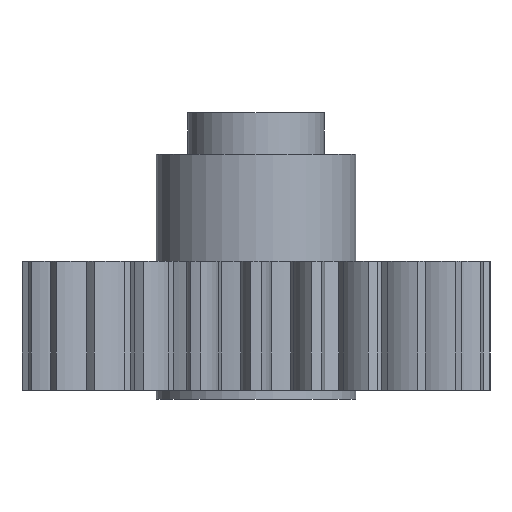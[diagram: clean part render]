
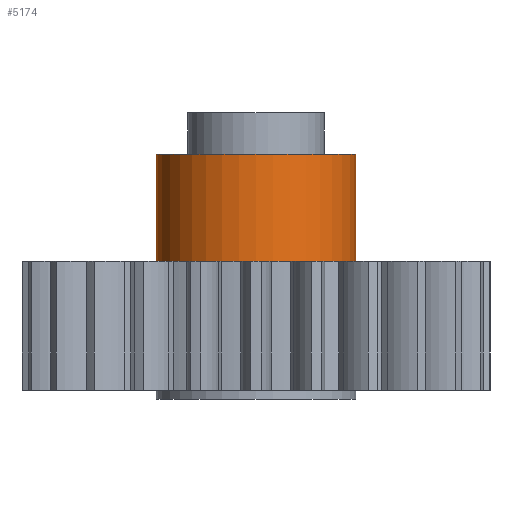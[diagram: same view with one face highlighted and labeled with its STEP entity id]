
A CAD part, front view. The second image highlights one B-rep face of the part: STEP entity #5174.
In plain terms, the highlighted cylindrical face has radius 5.5 mm (diameter 11 mm), a partial arc.
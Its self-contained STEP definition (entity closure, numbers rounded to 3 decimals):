
#82 = CARTESIAN_POINT ( 'NONE',  ( 0., 0., -23.226 ) ) ;
#313 = CIRCLE ( 'NONE', #2036, 5.5 ) ;
#390 = DIRECTION ( 'NONE',  ( 0., 0., -1. ) ) ;
#489 = CARTESIAN_POINT ( 'NONE',  ( -5.5, 0., 13. ) ) ;
#507 = EDGE_CURVE ( 'NONE', #5100, #1828, #313, .T. ) ;
#616 = VECTOR ( 'NONE', #1686, 1000. ) ;
#633 = EDGE_CURVE ( 'NONE', #880, #941, #6154, .T. ) ;
#796 = EDGE_CURVE ( 'NONE', #880, #1828, #5992, .T. ) ;
#869 = CARTESIAN_POINT ( 'NONE',  ( 0., 0., 13. ) ) ;
#880 = VERTEX_POINT ( 'NONE', #5681 ) ;
#941 = VERTEX_POINT ( 'NONE', #489 ) ;
#1024 = LINE ( 'NONE', #4883, #3971 ) ;
#1317 = CARTESIAN_POINT ( 'NONE',  ( 5.5, 0., -23.226 ) ) ;
#1457 = EDGE_CURVE ( 'NONE', #941, #5100, #1024, .T. ) ;
#1686 = DIRECTION ( 'NONE',  ( 0., 0., -1. ) ) ;
#1828 = VERTEX_POINT ( 'NONE', #1932 ) ;
#1932 = CARTESIAN_POINT ( 'NONE',  ( 5.5, 0., 7.1 ) ) ;
#2036 = AXIS2_PLACEMENT_3D ( 'NONE', #4055, #5966, #2643 ) ;
#2085 = ORIENTED_EDGE ( 'NONE', *, *, #507, .T. ) ;
#2338 = DIRECTION ( 'NONE',  ( -1., 0., 0. ) ) ;
#2643 = DIRECTION ( 'NONE',  ( -1., 0., 0. ) ) ;
#2748 = ORIENTED_EDGE ( 'NONE', *, *, #796, .F. ) ;
#2875 = DIRECTION ( 'NONE',  ( 0., 0., -1. ) ) ;
#2932 = ORIENTED_EDGE ( 'NONE', *, *, #633, .T. ) ;
#2966 = FACE_OUTER_BOUND ( 'NONE', #5000, .T. ) ;
#3971 = VECTOR ( 'NONE', #5290, 1000. ) ;
#4055 = CARTESIAN_POINT ( 'NONE',  ( 0., 0., 7.1 ) ) ;
#4535 = AXIS2_PLACEMENT_3D ( 'NONE', #869, #390, #2338 ) ;
#4683 = CARTESIAN_POINT ( 'NONE',  ( -5.5, 0., 7.1 ) ) ;
#4883 = CARTESIAN_POINT ( 'NONE',  ( -5.5, 0., -23.226 ) ) ;
#5000 = EDGE_LOOP ( 'NONE', ( #2748, #2932, #5462, #2085 ) ) ;
#5100 = VERTEX_POINT ( 'NONE', #4683 ) ;
#5174 = ADVANCED_FACE ( 'NONE', ( #2966 ), #5752, .T. ) ;
#5290 = DIRECTION ( 'NONE',  ( 0., 0., -1. ) ) ;
#5462 = ORIENTED_EDGE ( 'NONE', *, *, #1457, .T. ) ;
#5681 = CARTESIAN_POINT ( 'NONE',  ( 5.5, 0., 13. ) ) ;
#5752 = CYLINDRICAL_SURFACE ( 'NONE', #6221, 5.5 ) ;
#5784 = DIRECTION ( 'NONE',  ( -1., 0., 0. ) ) ;
#5966 = DIRECTION ( 'NONE',  ( 0., 0., 1. ) ) ;
#5992 = LINE ( 'NONE', #1317, #616 ) ;
#6154 = CIRCLE ( 'NONE', #4535, 5.5 ) ;
#6221 = AXIS2_PLACEMENT_3D ( 'NONE', #82, #2875, #5784 ) ;
